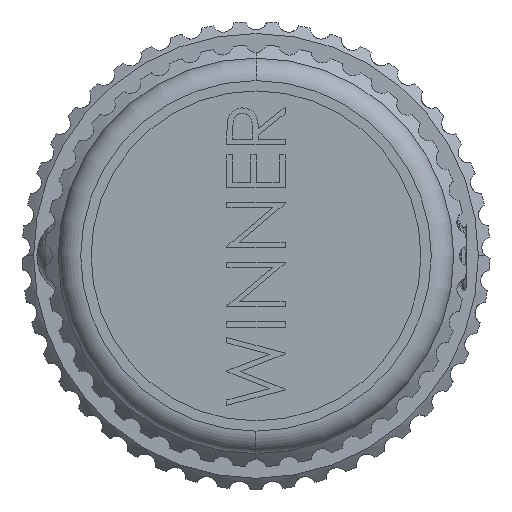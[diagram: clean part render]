
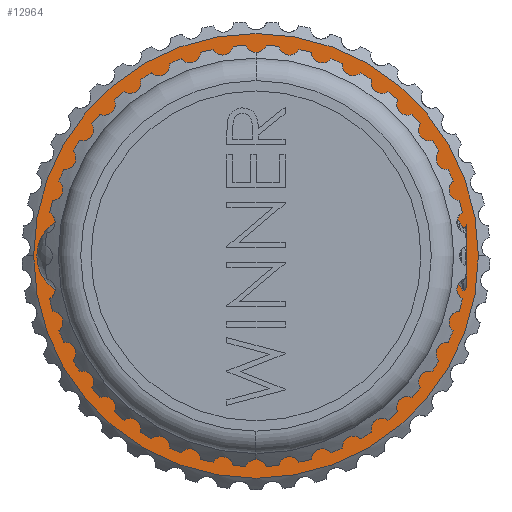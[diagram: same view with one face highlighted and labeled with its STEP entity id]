
A CAD part, front view. The second image highlights one B-rep face of the part: STEP entity #12964.
In plain terms, the highlighted planar face has unit normal (0, -1, 0).
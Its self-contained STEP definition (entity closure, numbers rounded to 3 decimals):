
#9179 = EDGE_CURVE ( 'NONE', #10616, #10615, #17292, .T. ) ;
#9386 = EDGE_CURVE ( 'NONE', #10666, #10590, #21799, .T. ) ;
#10590 = VERTEX_POINT ( 'NONE', #25694 ) ;
#10615 = VERTEX_POINT ( 'NONE', #25719 ) ;
#10616 = VERTEX_POINT ( 'NONE', #25720 ) ;
#10666 = VERTEX_POINT ( 'NONE', #25770 ) ;
#11248 = EDGE_CURVE ( 'NONE', #10590, #10666, #22551, .T. ) ;
#11472 = EDGE_CURVE ( 'NONE', #10615, #10616, #22753, .T. ) ;
#12607 = AXIS2_PLACEMENT_3D ( 'NONE', #20851, #20852, #20853 ) ;
#12650 = AXIS2_PLACEMENT_3D ( 'NONE', #23050, #23051, #23052 ) ;
#12875 = AXIS2_PLACEMENT_3D ( 'NONE', #26546, #26547, #26548 ) ;
#12964 = ADVANCED_FACE ( 'NONE', ( #29742, #29748 ), #34540, .T. ) ;
#17292 = CIRCLE ( 'NONE', #12607, 7.536 ) ;
#19054 = EDGE_LOOP ( 'NONE', ( #35941, #35942 ) ) ;
#19076 = EDGE_LOOP ( 'NONE', ( #35943, #35944 ) ) ;
#20851 = CARTESIAN_POINT ( 'NONE',  ( 0.139, -52.773, -0.226 ) ) ;
#20852 = DIRECTION ( 'NONE',  ( 0., 1., 0. ) ) ;
#20853 = DIRECTION ( 'NONE',  ( -1., 0., 0. ) ) ;
#21799 = CIRCLE ( 'NONE', #12650, 15.3 ) ;
#22551 = CIRCLE ( 'NONE', #12875, 15.3 ) ;
#22753 = CIRCLE ( 'NONE', #28106, 7.536 ) ;
#23050 = CARTESIAN_POINT ( 'NONE',  ( 0.139, -52.773, -0.226 ) ) ;
#23051 = DIRECTION ( 'NONE',  ( 0., -1., 0. ) ) ;
#23052 = DIRECTION ( 'NONE',  ( 1., 0., 0. ) ) ;
#25694 = CARTESIAN_POINT ( 'NONE',  ( 15.439, -52.773, -0.226 ) ) ;
#25719 = CARTESIAN_POINT ( 'NONE',  ( 7.675, -52.773, -0.226 ) ) ;
#25720 = CARTESIAN_POINT ( 'NONE',  ( -7.397, -52.773, -0.226 ) ) ;
#25770 = CARTESIAN_POINT ( 'NONE',  ( -15.161, -52.773, -0.226 ) ) ;
#26546 = CARTESIAN_POINT ( 'NONE',  ( 0.139, -52.773, -0.226 ) ) ;
#26547 = DIRECTION ( 'NONE',  ( 0., -1., 0. ) ) ;
#26548 = DIRECTION ( 'NONE',  ( 1., 0., 0. ) ) ;
#27750 = CARTESIAN_POINT ( 'NONE',  ( 0.139, -52.773, -0.226 ) ) ;
#27751 = DIRECTION ( 'NONE',  ( 0., 1., 0. ) ) ;
#27752 = DIRECTION ( 'NONE',  ( -1., 0., 0. ) ) ;
#28106 = AXIS2_PLACEMENT_3D ( 'NONE', #27750, #27751, #27752 ) ;
#28329 = AXIS2_PLACEMENT_3D ( 'NONE', #34537, #34542, #34543 ) ;
#29742 = FACE_BOUND ( 'NONE', #19054, .T. ) ;
#29748 = FACE_OUTER_BOUND ( 'NONE', #19076, .T. ) ;
#34537 = CARTESIAN_POINT ( 'NONE',  ( 0.139, -52.773, -0.226 ) ) ;
#34540 = PLANE ( 'NONE',  #28329 ) ;
#34542 = DIRECTION ( 'NONE',  ( 0., -1., 0. ) ) ;
#34543 = DIRECTION ( 'NONE',  ( 1., 0., 0. ) ) ;
#35941 = ORIENTED_EDGE ( 'NONE', *, *, #11472, .T. ) ;
#35942 = ORIENTED_EDGE ( 'NONE', *, *, #9179, .T. ) ;
#35943 = ORIENTED_EDGE ( 'NONE', *, *, #9386, .T. ) ;
#35944 = ORIENTED_EDGE ( 'NONE', *, *, #11248, .T. ) ;
